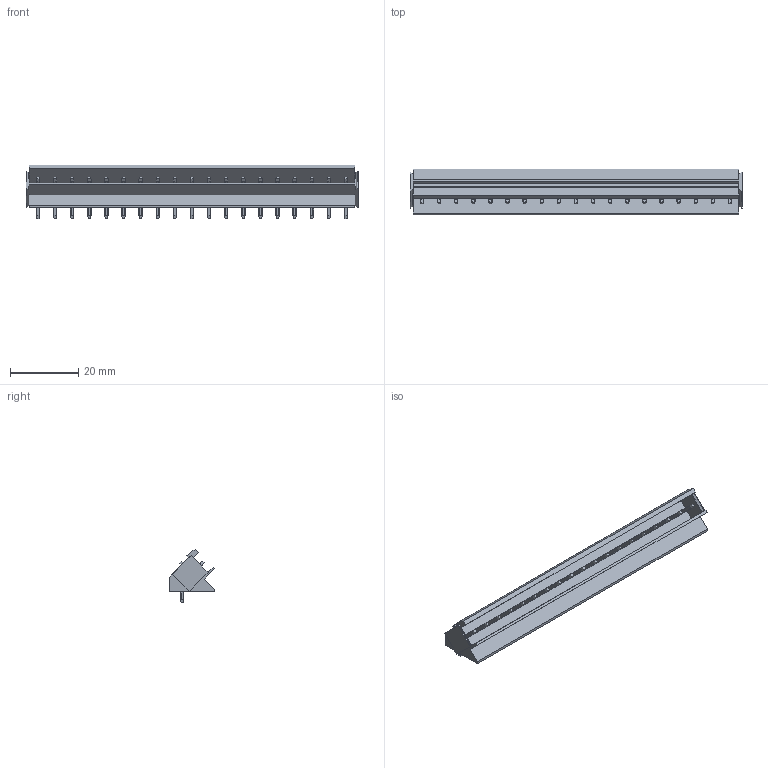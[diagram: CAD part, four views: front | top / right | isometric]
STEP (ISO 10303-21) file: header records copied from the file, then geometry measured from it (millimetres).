
FILE_DESCRIPTION(('CATIA V5 STEP Exchange','CAx-IF Rec.Pracs.--- Model Styling and Organization---1.2---2011-12-15'),'2;1');
FILE_NAME ('D1453884_0_1630650000_1630650000.stp','2018-10-12T10:12:03+00:00',('none'),('Weidmueller'),'CATIA Version 5-6 Release 2014','CATIA V5 STEP AP214','none');
FILE_SCHEMA(('AUTOMOTIVE_DESIGN { 1 0 10303 214 1 1 1 1 }'));
Length unit declared in the file: millimetre
Products named in the file (1): 1630650000
Bounding box: 97 x 13.3 x 15.63 mm (x, y, z)
Volume: 5768.8 mm3; surface area: 7762.2 mm2
Topology: 20 solids, 20 shells, 764 faces, 2016 edges, 1292 vertices
Faces by surface type: plane 458, cylinder 306
Entity records: 27449 total; most frequent: CARTESIAN_POINT 10500, ORIENTED_EDGE 4032, DIRECTION 2566, EDGE_CURVE 2016, VECTOR 1404, LINE 1404, VERTEX_POINT 1292, EDGE_LOOP 802
